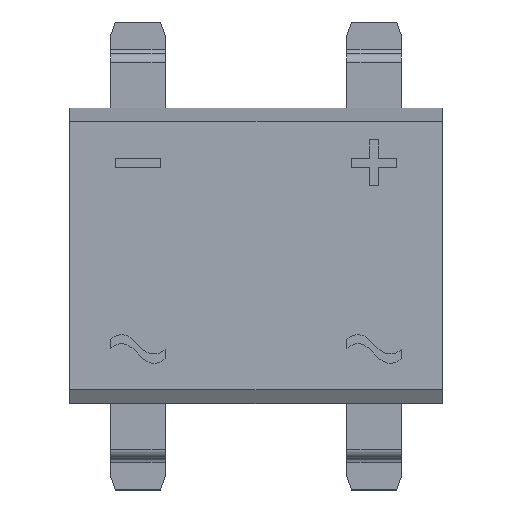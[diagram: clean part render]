
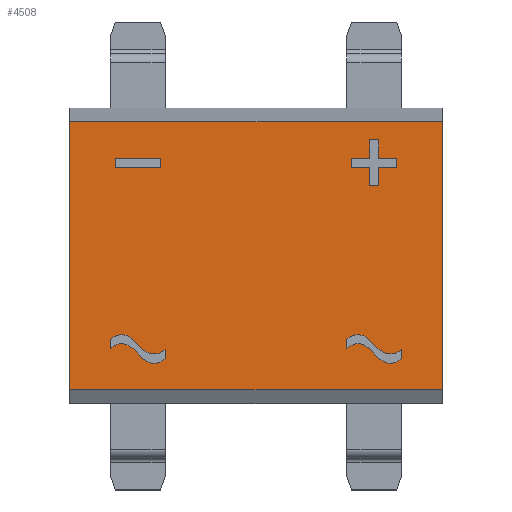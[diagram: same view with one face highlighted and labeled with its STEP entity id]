
A CAD part, top view. The second image highlights one B-rep face of the part: STEP entity #4508.
In plain terms, the highlighted planar face has unit normal (0, 0, 1).
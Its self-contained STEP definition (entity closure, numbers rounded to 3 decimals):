
#315 = ORIENTED_EDGE ( 'NONE', *, *, #2924, .F. ) ;
#316 = ORIENTED_EDGE ( 'NONE', *, *, #2921, .F. ) ;
#1669 = EDGE_LOOP ( 'NONE', ( #6403, #315, #6401, #316 ) ) ;
#1903 = VERTEX_POINT ( 'NONE', #6907 ) ;
#1922 = VERTEX_POINT ( 'NONE', #6912 ) ;
#1963 = VERTEX_POINT ( 'NONE', #6924 ) ;
#1979 = VERTEX_POINT ( 'NONE', #6932 ) ;
#2915 = EDGE_CURVE ( 'NONE', #1922, #1903, #7932, .T. ) ;
#2921 = EDGE_CURVE ( 'NONE', #1922, #1963, #4710, .T. ) ;
#2923 = EDGE_CURVE ( 'NONE', #1979, #1963, #4716, .T. ) ;
#2924 = EDGE_CURVE ( 'NONE', #1979, #1903, #4719, .T. ) ;
#3352 = VECTOR ( 'NONE', #4718, 1000. ) ;
#3353 = VECTOR ( 'NONE', #4721, 1000. ) ;
#3355 = VECTOR ( 'NONE', #4712, 1000. ) ;
#3359 = VECTOR ( 'NONE', #7934, 1000. ) ;
#4508 = ADVANCED_FACE ( 'NONE', ( #7356 ), #5962, .F. ) ;
#4710 = LINE ( 'NONE', #4711, #3355 ) ;
#4711 = CARTESIAN_POINT ( 'NONE',  ( 6.7, 1.7, 2.6 ) ) ;
#4712 = DIRECTION ( 'NONE',  ( -1., 0., 0. ) ) ;
#4716 = LINE ( 'NONE', #4717, #3352 ) ;
#4717 = CARTESIAN_POINT ( 'NONE',  ( -1.5, 7.9, 2.6 ) ) ;
#4718 = DIRECTION ( 'NONE',  ( 0., -1., 0. ) ) ;
#4719 = LINE ( 'NONE', #4720, #3353 ) ;
#4720 = CARTESIAN_POINT ( 'NONE',  ( 6.7, 7.6, 2.6 ) ) ;
#4721 = DIRECTION ( 'NONE',  ( 1., 0., 0. ) ) ;
#5962 = PLANE ( 'NONE',  #7362 ) ;
#5963 = CARTESIAN_POINT ( 'NONE',  ( 6.7, 7.9, 2.6 ) ) ;
#5964 = DIRECTION ( 'NONE',  ( 0., 0., -1. ) ) ;
#5965 = DIRECTION ( 'NONE',  ( -1., 0., 0. ) ) ;
#6401 = ORIENTED_EDGE ( 'NONE', *, *, #2923, .T. ) ;
#6403 = ORIENTED_EDGE ( 'NONE', *, *, #2915, .T. ) ;
#6907 = CARTESIAN_POINT ( 'NONE',  ( 6.7, 7.6, 2.6 ) ) ;
#6912 = CARTESIAN_POINT ( 'NONE',  ( 6.7, 1.7, 2.6 ) ) ;
#6924 = CARTESIAN_POINT ( 'NONE',  ( -1.5, 1.7, 2.6 ) ) ;
#6932 = CARTESIAN_POINT ( 'NONE',  ( -1.5, 7.6, 2.6 ) ) ;
#7356 = FACE_OUTER_BOUND ( 'NONE', #1669, .T. ) ;
#7362 = AXIS2_PLACEMENT_3D ( 'NONE', #5963, #5964, #5965 ) ;
#7932 = LINE ( 'NONE', #7933, #3359 ) ;
#7933 = CARTESIAN_POINT ( 'NONE',  ( 6.7, 1.4, 2.6 ) ) ;
#7934 = DIRECTION ( 'NONE',  ( 0., 1., 0. ) ) ;
